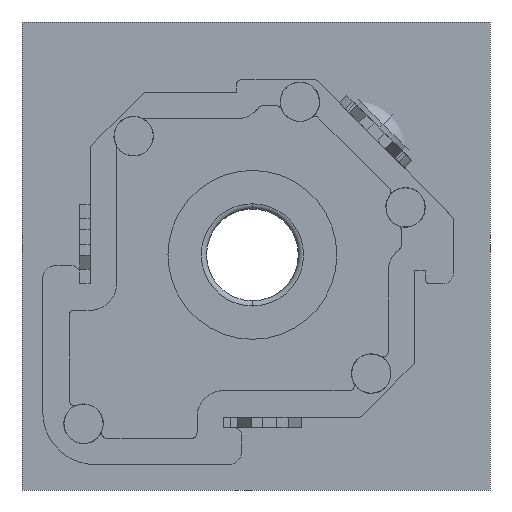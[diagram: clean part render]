
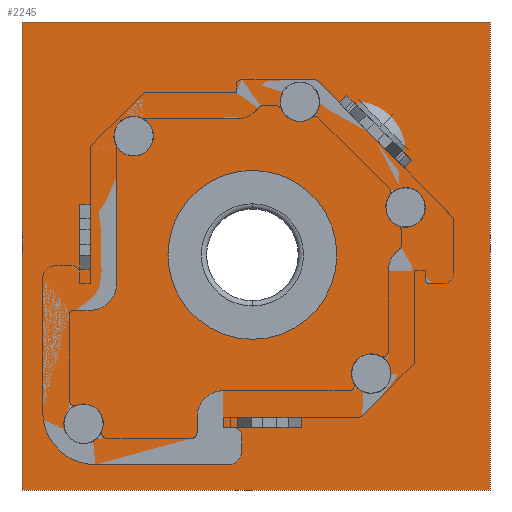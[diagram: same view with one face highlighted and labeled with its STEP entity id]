
A CAD part, front view. The second image highlights one B-rep face of the part: STEP entity #2245.
In plain terms, the highlighted planar face has unit normal (0, -1, 0).
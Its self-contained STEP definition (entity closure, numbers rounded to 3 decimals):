
#500=CARTESIAN_POINT('',(0.,0.5,0.));
#501=DIRECTION('',(0.,1.,0.));
#502=DIRECTION('',(-1.,0.,0.));
#503=AXIS2_PLACEMENT_3D('',#500,#501,#502);
#505=CARTESIAN_POINT('',(0.,0.5,0.));
#506=DIRECTION('',(0.,1.,0.));
#507=DIRECTION('',(1.,0.,0.));
#508=AXIS2_PLACEMENT_3D('',#505,#506,#507);
#510=CARTESIAN_POINT('',(-4.5,0.5,4.5));
#511=DIRECTION('',(0.,1.,0.));
#512=DIRECTION('',(1.,0.,0.));
#513=AXIS2_PLACEMENT_3D('',#510,#511,#512);
#515=CARTESIAN_POINT('',(-4.5,0.5,4.5));
#516=DIRECTION('',(0.,1.,0.));
#517=DIRECTION('',(-1.,0.,0.));
#518=AXIS2_PLACEMENT_3D('',#515,#516,#517);
#520=DIRECTION('',(0.,0.,1.));
#521=VECTOR('',#520,2.05);
#522=CARTESIAN_POINT('',(-6.15,0.5,-0.343));
#523=LINE('',#522,#521);
#524=DIRECTION('',(1.,0.,0.));
#525=VECTOR('',#524,0.4);
#526=CARTESIAN_POINT('',(-6.55,0.5,1.707));
#527=LINE('',#526,#525);
#528=DIRECTION('',(0.,0.,1.));
#529=VECTOR('',#528,2.05);
#530=CARTESIAN_POINT('',(-6.55,0.5,-0.343));
#531=LINE('',#530,#529);
#532=DIRECTION('',(-1.,0.,0.));
#533=VECTOR('',#532,0.4);
#534=CARTESIAN_POINT('',(-6.15,0.5,-0.343));
#535=LINE('',#534,#533);
#536=DIRECTION('',(0.707,0.,-0.707));
#537=VECTOR('',#536,3.499);
#538=CARTESIAN_POINT('',(3.571,0.5,6.045));
#539=LINE('',#538,#537);
#540=DIRECTION('',(-0.707,0.,-0.707));
#541=VECTOR('',#540,0.4);
#542=CARTESIAN_POINT('',(3.571,0.5,6.045));
#543=LINE('',#542,#541);
#544=DIRECTION('',(0.707,0.,-0.707));
#545=VECTOR('',#544,3.499);
#546=CARTESIAN_POINT('',(3.289,0.5,5.762));
#547=LINE('',#546,#545);
#548=DIRECTION('',(-0.707,0.,-0.707));
#549=VECTOR('',#548,0.4);
#550=CARTESIAN_POINT('',(6.045,0.5,3.571));
#551=LINE('',#550,#549);
#552=DIRECTION('',(0.,0.,-1.));
#553=VECTOR('',#552,17.737);
#554=CARTESIAN_POINT('',(9.004,0.5,8.826));
#555=LINE('',#554,#553);
#560=DIRECTION('',(1.,0.,0.));
#561=VECTOR('',#560,17.737);
#562=CARTESIAN_POINT('',(-8.733,0.5,8.826));
#563=LINE('',#562,#561);
#572=DIRECTION('',(0.,0.,1.));
#573=VECTOR('',#572,17.737);
#574=CARTESIAN_POINT('',(-8.733,0.5,-8.911));
#575=LINE('',#574,#573);
#584=DIRECTION('',(-1.,0.,0.));
#585=VECTOR('',#584,17.737);
#586=CARTESIAN_POINT('',(9.004,0.5,-8.911));
#587=LINE('',#586,#585);
#1218=CARTESIAN_POINT('',(9.004,0.5,8.826));
#1219=CARTESIAN_POINT('',(9.004,0.5,-8.911));
#1220=VERTEX_POINT('',#1218);
#1221=VERTEX_POINT('',#1219);
#1222=CARTESIAN_POINT('',(-8.733,0.5,-8.911));
#1223=VERTEX_POINT('',#1222);
#1224=CARTESIAN_POINT('',(-8.733,0.5,8.826));
#1225=VERTEX_POINT('',#1224);
#1226=CARTESIAN_POINT('',(-3.2,0.5,0.));
#1227=CARTESIAN_POINT('',(3.2,0.5,0.));
#1228=VERTEX_POINT('',#1226);
#1229=VERTEX_POINT('',#1227);
#1432=CARTESIAN_POINT('',(-3.75,0.5,4.5));
#1433=CARTESIAN_POINT('',(-5.25,0.5,4.5));
#1434=VERTEX_POINT('',#1432);
#1435=VERTEX_POINT('',#1433);
#1436=CARTESIAN_POINT('',(-6.15,0.5,-0.343));
#1437=CARTESIAN_POINT('',(-6.15,0.5,1.707));
#1438=VERTEX_POINT('',#1436);
#1439=VERTEX_POINT('',#1437);
#1440=CARTESIAN_POINT('',(-6.55,0.5,1.707));
#1441=VERTEX_POINT('',#1440);
#1442=CARTESIAN_POINT('',(-6.55,0.5,-0.343));
#1443=VERTEX_POINT('',#1442);
#1481=CARTESIAN_POINT('',(3.571,0.5,6.045));
#1482=CARTESIAN_POINT('',(6.045,0.5,3.571));
#1483=VERTEX_POINT('',#1481);
#1484=VERTEX_POINT('',#1482);
#1485=CARTESIAN_POINT('',(3.289,0.5,5.762));
#1486=VERTEX_POINT('',#1485);
#1487=CARTESIAN_POINT('',(5.762,0.5,3.289));
#1488=VERTEX_POINT('',#1487);
#2200=CARTESIAN_POINT('',(0.136,0.5,-0.042));
#2201=DIRECTION('',(0.,1.,0.));
#2202=DIRECTION('',(-1.,0.,0.));
#2203=AXIS2_PLACEMENT_3D('',#2200,#2201,#2202);
#2204=PLANE('',#2203);
#2206=ORIENTED_EDGE('',*,*,#2205,.T.);
#2208=ORIENTED_EDGE('',*,*,#2207,.T.);
#2210=ORIENTED_EDGE('',*,*,#2209,.T.);
#2212=ORIENTED_EDGE('',*,*,#2211,.T.);
#2213=EDGE_LOOP('',(#2206,#2208,#2210,#2212));
#2214=FACE_OUTER_BOUND('',#2213,.F.);
#2215=ORIENTED_EDGE('',*,*,#2106,.F.);
#2216=ORIENTED_EDGE('',*,*,#1567,.F.);
#2217=EDGE_LOOP('',(#2215,#2216));
#2218=FACE_BOUND('',#2217,.F.);
#2220=ORIENTED_EDGE('',*,*,#2219,.F.);
#2222=ORIENTED_EDGE('',*,*,#2221,.F.);
#2223=EDGE_LOOP('',(#2220,#2222));
#2224=FACE_BOUND('',#2223,.F.);
#2226=ORIENTED_EDGE('',*,*,#2225,.T.);
#2228=ORIENTED_EDGE('',*,*,#2227,.F.);
#2230=ORIENTED_EDGE('',*,*,#2229,.F.);
#2232=ORIENTED_EDGE('',*,*,#2231,.F.);
#2233=EDGE_LOOP('',(#2226,#2228,#2230,#2232));
#2234=FACE_BOUND('',#2233,.F.);
#2236=ORIENTED_EDGE('',*,*,#2235,.F.);
#2238=ORIENTED_EDGE('',*,*,#2237,.T.);
#2240=ORIENTED_EDGE('',*,*,#2239,.T.);
#2242=ORIENTED_EDGE('',*,*,#2241,.F.);
#2243=EDGE_LOOP('',(#2236,#2238,#2240,#2242));
#2244=FACE_BOUND('',#2243,.F.);
#504=CIRCLE('',#503,3.2);
#509=CIRCLE('',#508,3.2);
#514=CIRCLE('',#513,0.75);
#519=CIRCLE('',#518,0.75);
#1567=EDGE_CURVE('',#1229,#1228,#509,.T.);
#2106=EDGE_CURVE('',#1228,#1229,#504,.T.);
#2205=EDGE_CURVE('',#1220,#1221,#555,.T.);
#2207=EDGE_CURVE('',#1221,#1223,#587,.T.);
#2209=EDGE_CURVE('',#1223,#1225,#575,.T.);
#2211=EDGE_CURVE('',#1225,#1220,#563,.T.);
#2219=EDGE_CURVE('',#1434,#1435,#514,.T.);
#2221=EDGE_CURVE('',#1435,#1434,#519,.T.);
#2225=EDGE_CURVE('',#1438,#1439,#523,.T.);
#2227=EDGE_CURVE('',#1441,#1439,#527,.T.);
#2229=EDGE_CURVE('',#1443,#1441,#531,.T.);
#2231=EDGE_CURVE('',#1438,#1443,#535,.T.);
#2235=EDGE_CURVE('',#1483,#1484,#539,.T.);
#2237=EDGE_CURVE('',#1483,#1486,#543,.T.);
#2239=EDGE_CURVE('',#1486,#1488,#547,.T.);
#2241=EDGE_CURVE('',#1484,#1488,#551,.T.);
#2245=ADVANCED_FACE('',(#2214,#2218,#2224,#2234,#2244),#2204,.F.);
